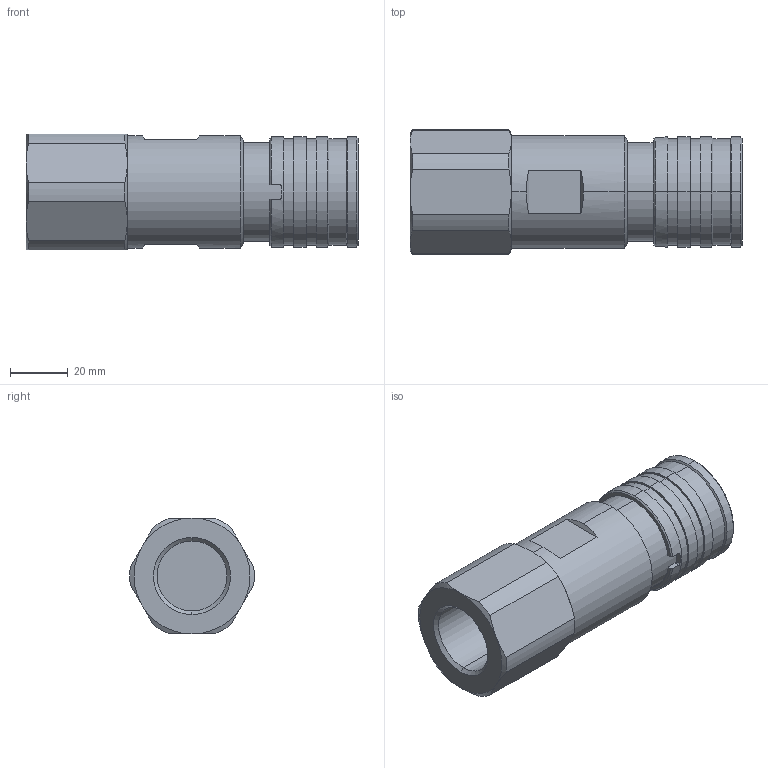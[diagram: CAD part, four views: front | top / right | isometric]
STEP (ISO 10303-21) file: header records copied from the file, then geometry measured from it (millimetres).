
FILE_DESCRIPTION (( 'STEP AP214' ), '1' );
FILE_NAME ('FEC-501-12FB.STEP', '2015-08-26T08:42:06', ( 'admin' ), ( 'Microsoft' ), 'SwSTEP 2.0', 'SolidWorks 2009', '' );
FILE_SCHEMA (( 'AUTOMOTIVE_DESIGN' ));
Length unit declared in the file: millimetre
Products named in the file (1): FEC-501-12FB
Bounding box: 114.6 x 42.95 x 40 mm (x, y, z)
Volume: 127758.6 mm3; surface area: 20671.7 mm2
Topology: 1 solids, 1 shells, 127 faces, 285 edges, 177 vertices
Faces by surface type: cylinder 51, plane 38, cone 31, torus 5, bspline 2
Entity records: 3810 total; most frequent: CARTESIAN_POINT 960, DIRECTION 615, ORIENTED_EDGE 570, EDGE_CURVE 285, AXIS2_PLACEMENT_3D 258, VERTEX_POINT 177, EDGE_LOOP 144, CIRCLE 132
